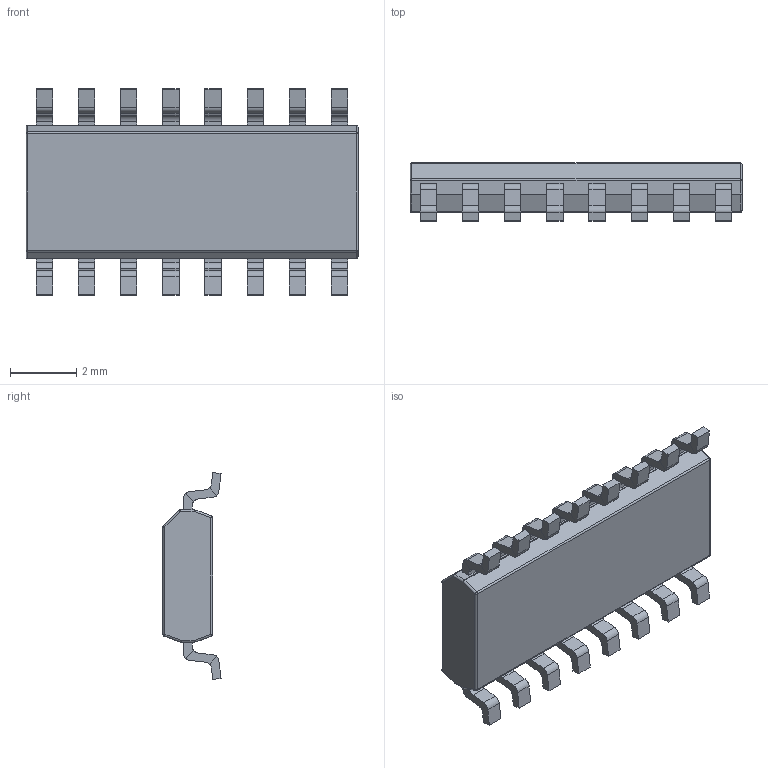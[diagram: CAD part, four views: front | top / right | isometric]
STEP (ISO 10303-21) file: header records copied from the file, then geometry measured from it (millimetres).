
FILE_DESCRIPTION (( 'STEP AP214' ), '1' );
FILE_NAME ('ON 16-SOIC.STEP', '2019-05-21T02:55:57', ( '' ), ( '' ), 'SwSTEP 2.0', 'SolidWorks 2018', '' );
FILE_SCHEMA (( 'AUTOMOTIVE_DESIGN' ));
Length unit declared in the file: millimetre
Products named in the file (1): ON 16-SOIC
Bounding box: 10 x 1.75 x 6.23 mm (x, y, z)
Volume: 60.6 mm3; surface area: 154 mm2
Topology: 1 solids, 1 shells, 325 faces, 878 edges, 564 vertices
Faces by surface type: plane 219, cylinder 90, sphere 16
Entity records: 13777 total; most frequent: DIRECTION 1830, CARTESIAN_POINT 1760, ORIENTED_EDGE 1740, EDGE_CURVE 870, AXIS2_PLACEMENT_3D 634, VERTEX_POINT 564, VECTOR 562, LINE 562
